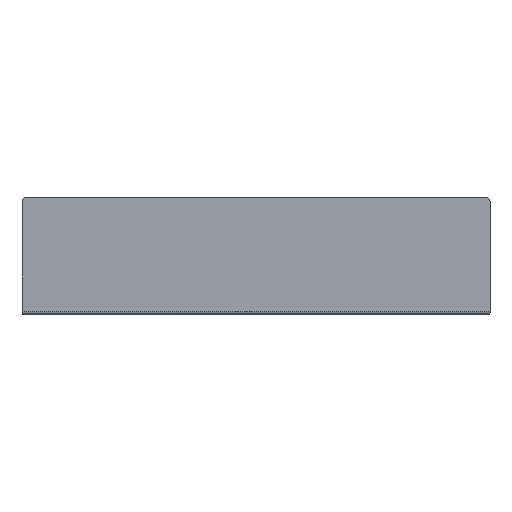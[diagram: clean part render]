
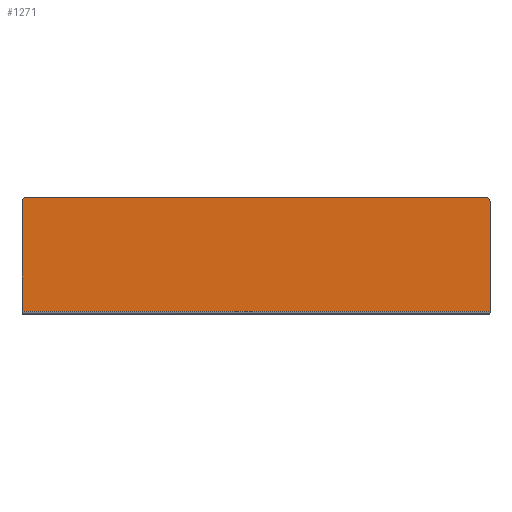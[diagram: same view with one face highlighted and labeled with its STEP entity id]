
A CAD part, top view. The second image highlights one B-rep face of the part: STEP entity #1271.
In plain terms, the highlighted planar face has unit normal (0, 0, 1).
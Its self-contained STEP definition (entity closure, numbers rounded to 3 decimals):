
#31 = VERTEX_POINT ( 'NONE', #153 ) ;
#44 = EDGE_CURVE ( 'NONE', #550, #31, #619, .T. ) ;
#50 = DIRECTION ( 'NONE',  ( -1., 0., 0. ) ) ;
#72 = EDGE_CURVE ( 'NONE', #31, #744, #1035, .T. ) ;
#81 = FACE_OUTER_BOUND ( 'NONE', #318, .T. ) ;
#89 = CARTESIAN_POINT ( 'NONE',  ( -72.968, 258.422, 467.062 ) ) ;
#153 = CARTESIAN_POINT ( 'NONE',  ( -67.968, 406.422, 467.062 ) ) ;
#232 = AXIS2_PLACEMENT_3D ( 'NONE', #934, #1267, #275 ) ;
#253 = EDGE_CURVE ( 'NONE', #623, #939, #790, .T. ) ;
#260 = AXIS2_PLACEMENT_3D ( 'NONE', #379, #911, #485 ) ;
#275 = DIRECTION ( 'NONE',  ( 1., 0., 0. ) ) ;
#281 = CIRCLE ( 'NONE', #232, 5. ) ;
#296 = EDGE_CURVE ( 'NONE', #1415, #623, #813, .T. ) ;
#314 = EDGE_CURVE ( 'NONE', #939, #550, #690, .T. ) ;
#318 = EDGE_LOOP ( 'NONE', ( #533, #865, #784, #1159, #766, #1387 ) ) ;
#325 = EDGE_CURVE ( 'NONE', #744, #1415, #281, .T. ) ;
#337 = CARTESIAN_POINT ( 'NONE',  ( 536.832, 254.422, 467.062 ) ) ;
#378 = DIRECTION ( 'NONE',  ( 0., 1., 0. ) ) ;
#379 = CARTESIAN_POINT ( 'NONE',  ( -67.968, 401.422, 467.062 ) ) ;
#423 = CARTESIAN_POINT ( 'NONE',  ( 537.032, 258.422, 467.062 ) ) ;
#442 = VECTOR ( 'NONE', #796, 1000. ) ;
#477 = CARTESIAN_POINT ( 'NONE',  ( 536.832, 258.422, 467.062 ) ) ;
#485 = DIRECTION ( 'NONE',  ( -1., 0., 0. ) ) ;
#533 = ORIENTED_EDGE ( 'NONE', *, *, #253, .F. ) ;
#536 = CARTESIAN_POINT ( 'NONE',  ( -72.968, 401.422, 467.062 ) ) ;
#550 = VERTEX_POINT ( 'NONE', #536 ) ;
#619 = CIRCLE ( 'NONE', #260, 5. ) ;
#623 = VERTEX_POINT ( 'NONE', #423 ) ;
#690 = LINE ( 'NONE', #1362, #1136 ) ;
#714 = CARTESIAN_POINT ( 'NONE',  ( -67.968, 406.422, 467.062 ) ) ;
#744 = VERTEX_POINT ( 'NONE', #816 ) ;
#762 = DIRECTION ( 'NONE',  ( 0., 0., -1. ) ) ;
#766 = ORIENTED_EDGE ( 'NONE', *, *, #44, .F. ) ;
#784 = ORIENTED_EDGE ( 'NONE', *, *, #325, .F. ) ;
#789 = CARTESIAN_POINT ( 'NONE',  ( 537.032, 401.422, 467.062 ) ) ;
#790 = LINE ( 'NONE', #477, #1294 ) ;
#796 = DIRECTION ( 'NONE',  ( 0., -1., 0. ) ) ;
#813 = LINE ( 'NONE', #818, #442 ) ;
#816 = CARTESIAN_POINT ( 'NONE',  ( 532.032, 406.422, 467.062 ) ) ;
#818 = CARTESIAN_POINT ( 'NONE',  ( 537.032, 401.422, 467.062 ) ) ;
#865 = ORIENTED_EDGE ( 'NONE', *, *, #296, .F. ) ;
#911 = DIRECTION ( 'NONE',  ( 0., 0., -1. ) ) ;
#934 = CARTESIAN_POINT ( 'NONE',  ( 532.032, 401.422, 467.062 ) ) ;
#939 = VERTEX_POINT ( 'NONE', #89 ) ;
#985 = AXIS2_PLACEMENT_3D ( 'NONE', #337, #762, #1218 ) ;
#1035 = LINE ( 'NONE', #714, #1109 ) ;
#1109 = VECTOR ( 'NONE', #1157, 1000. ) ;
#1136 = VECTOR ( 'NONE', #378, 1000. ) ;
#1157 = DIRECTION ( 'NONE',  ( 1., 0., 0. ) ) ;
#1159 = ORIENTED_EDGE ( 'NONE', *, *, #72, .F. ) ;
#1218 = DIRECTION ( 'NONE',  ( -1., 0., 0. ) ) ;
#1267 = DIRECTION ( 'NONE',  ( 0., 0., -1. ) ) ;
#1271 = ADVANCED_FACE ( 'NONE', ( #81 ), #1290, .F. ) ;
#1290 = PLANE ( 'NONE',  #985 ) ;
#1294 = VECTOR ( 'NONE', #50, 1000. ) ;
#1362 = CARTESIAN_POINT ( 'NONE',  ( -72.968, 401.422, 467.062 ) ) ;
#1387 = ORIENTED_EDGE ( 'NONE', *, *, #314, .F. ) ;
#1415 = VERTEX_POINT ( 'NONE', #789 ) ;
